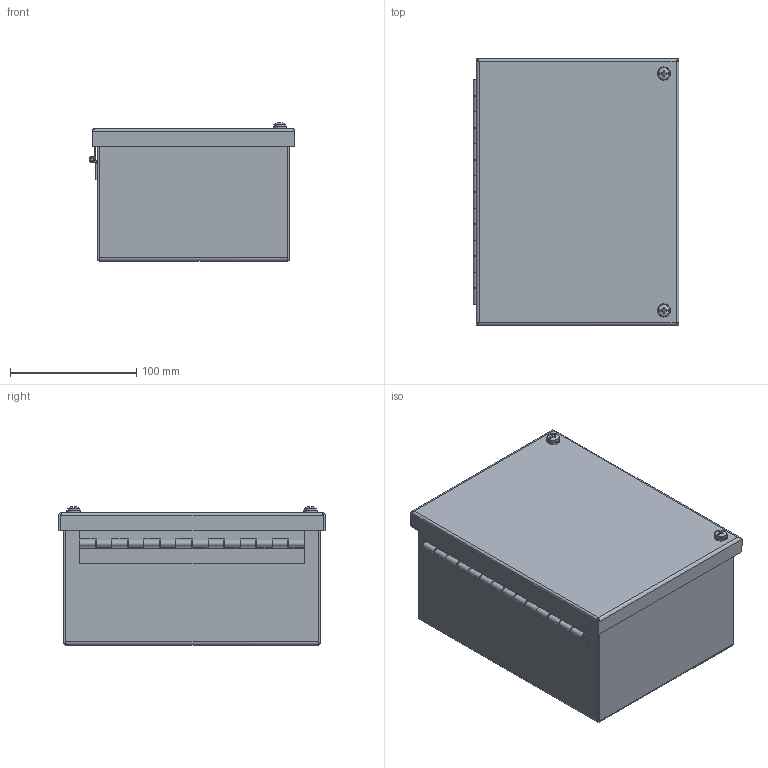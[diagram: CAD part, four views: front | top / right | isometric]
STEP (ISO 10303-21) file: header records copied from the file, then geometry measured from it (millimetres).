
FILE_DESCRIPTION(/* description */ ('JIC,WA-GIE,CS,8X6X4,N12'),/* implementation_level */ '2;1');
FILE_NAME(/* name */ 'WA080604GIE.stp',/* time_stamp */ '2021-10-23T16:21:11-05:00',/* author */ ('kadelman'),/* organization */ (''),/* preprocessor_version */ 'ST-DEVELOPER v18',/* originating_system */ 'Autodesk Inventor 2020',/* authorisation */ '');
FILE_SCHEMA (('AUTOMOTIVE_DESIGN { 1 0 10303 214 3 1 1 }'));
Length unit declared in the file: inch
Products named in the file (13): WA080604GIE; WA080604GIEBKP; 3499; 328121; 328119LH; 328121P; 328121TH; WA0806GIELID; 316259; 38811; 34984; HFW372235-SCREW; HFW372235-WASHER
Assembly tree (19 placements, depth 3):
  WA080604GIE
    WA080604GIEBKP
    3499  x4
    328121
      328119LH
      328121P
      328121TH
    WA0806GIELID
    316259  x2
    38811
    34984  x2
    HFW372235-SCREW  x2
    HFW372235-WASHER  x2
Bounding box: 162.85 x 211.14 x 109.79 mm (x, y, z)
Volume: 294172 mm3; surface area: 355069.9 mm2
Topology: 18 solids, 18 shells, 475 faces, 1213 edges, 787 vertices
Faces by surface type: plane 269, cylinder 131, bspline 36, cone 27, torus 8, sphere 4
Full cylindrical faces by diameter (mm): 2.54 x1, 2.957 x14, 3.533 x2, 3.534 x16, 3.962 x6, 4.445 x2, 4.775 x12, 4.826 x1, 4.978 x2, 6.299 x2, 6.35 x1, 6.528 x4, 7.144 x2, 7.62 x4, 7.938 x4, 9.525 x2, 10.312 x2, 15.875 x4
Entity records: 13011 total; most frequent: CARTESIAN_POINT 3986, ORIENTED_EDGE 1726, DIRECTION 1692, EDGE_CURVE 863, AXIS2_PLACEMENT_3D 569, LINE 554, VECTOR 554, VERTEX_POINT 550
